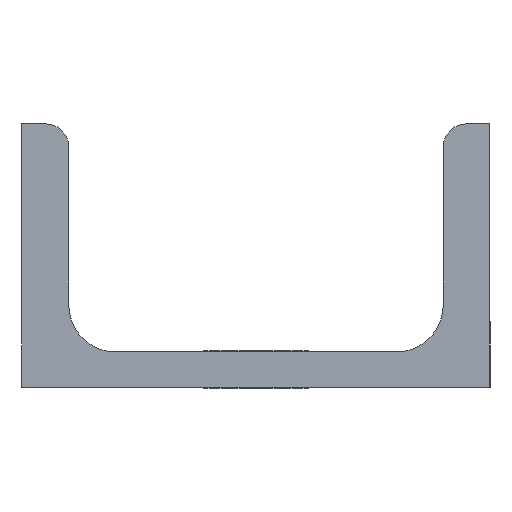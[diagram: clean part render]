
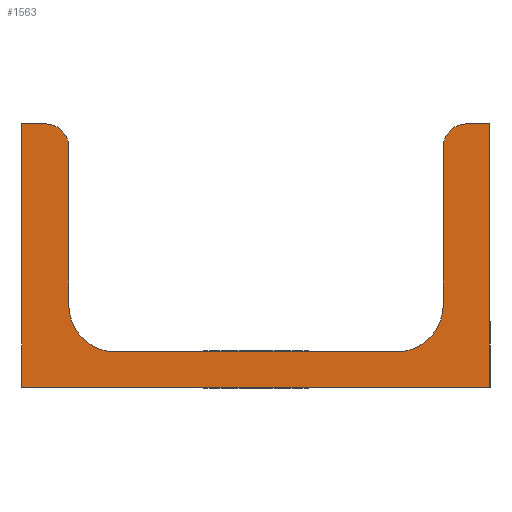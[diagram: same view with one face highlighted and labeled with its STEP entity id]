
A CAD part, left-side view. The second image highlights one B-rep face of the part: STEP entity #1563.
In plain terms, the highlighted planar face has unit normal (-1, 0, 0).
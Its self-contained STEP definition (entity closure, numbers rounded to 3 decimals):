
#187=PLANE('',#1641);
#255=FACE_OUTER_BOUND('',#323,.T.);
#323=EDGE_LOOP('',(#1318,#1319,#1320,#1321,#1322,#1323,#1324,#1325,#1326,
#1327,#1328,#1329));
#380=LINE('',#2322,#516);
#384=LINE('',#2334,#520);
#387=LINE('',#2340,#523);
#390=LINE('',#2346,#526);
#393=LINE('',#2352,#529);
#397=LINE('',#2364,#533);
#401=LINE('',#2376,#537);
#404=LINE('',#2381,#540);
#516=VECTOR('',#1816,1.);
#520=VECTOR('',#1828,1.);
#523=VECTOR('',#1833,1.);
#526=VECTOR('',#1838,1.);
#529=VECTOR('',#1843,1.);
#533=VECTOR('',#1855,1.);
#537=VECTOR('',#1867,1.);
#540=VECTOR('',#1872,1.);
#650=CIRCLE('',#1621,8.);
#652=CIRCLE('',#1625,4.);
#654=CIRCLE('',#1632,8.);
#656=CIRCLE('',#1636,4.);
#766=VERTEX_POINT('',#2312);
#767=VERTEX_POINT('',#2313);
#770=VERTEX_POINT('',#2321);
#772=VERTEX_POINT('',#2327);
#774=VERTEX_POINT('',#2333);
#776=VERTEX_POINT('',#2339);
#778=VERTEX_POINT('',#2345);
#780=VERTEX_POINT('',#2351);
#782=VERTEX_POINT('',#2357);
#784=VERTEX_POINT('',#2363);
#786=VERTEX_POINT('',#2369);
#788=VERTEX_POINT('',#2375);
#1006=EDGE_CURVE('',#766,#767,#650,.T.);
#1010=EDGE_CURVE('',#770,#766,#380,.T.);
#1013=EDGE_CURVE('',#772,#770,#652,.T.);
#1016=EDGE_CURVE('',#774,#772,#384,.T.);
#1019=EDGE_CURVE('',#776,#774,#387,.T.);
#1022=EDGE_CURVE('',#776,#778,#390,.T.);
#1025=EDGE_CURVE('',#780,#767,#393,.T.);
#1028=EDGE_CURVE('',#782,#780,#654,.T.);
#1031=EDGE_CURVE('',#784,#782,#397,.T.);
#1034=EDGE_CURVE('',#786,#784,#656,.T.);
#1037=EDGE_CURVE('',#788,#786,#401,.T.);
#1040=EDGE_CURVE('',#778,#788,#404,.T.);
#1318=ORIENTED_EDGE('',*,*,#1040,.T.);
#1319=ORIENTED_EDGE('',*,*,#1037,.T.);
#1320=ORIENTED_EDGE('',*,*,#1034,.T.);
#1321=ORIENTED_EDGE('',*,*,#1031,.T.);
#1322=ORIENTED_EDGE('',*,*,#1028,.T.);
#1323=ORIENTED_EDGE('',*,*,#1025,.T.);
#1324=ORIENTED_EDGE('',*,*,#1006,.F.);
#1325=ORIENTED_EDGE('',*,*,#1010,.F.);
#1326=ORIENTED_EDGE('',*,*,#1013,.F.);
#1327=ORIENTED_EDGE('',*,*,#1016,.F.);
#1328=ORIENTED_EDGE('',*,*,#1019,.F.);
#1329=ORIENTED_EDGE('',*,*,#1022,.T.);
#1563=ADVANCED_FACE('',(#255),#187,.T.);
#1621=AXIS2_PLACEMENT_3D('',#2314,#1808,#1809);
#1625=AXIS2_PLACEMENT_3D('',#2328,#1821,#1822);
#1632=AXIS2_PLACEMENT_3D('',#2358,#1848,#1849);
#1636=AXIS2_PLACEMENT_3D('',#2370,#1860,#1861);
#1641=AXIS2_PLACEMENT_3D('',#2384,#1876,#1877);
#1808=DIRECTION('center_axis',(-1.,0.,0.));
#1809=DIRECTION('ref_axis',(0.,1.,0.));
#1816=DIRECTION('',(0.,0.,-1.));
#1821=DIRECTION('center_axis',(1.,0.,0.));
#1822=DIRECTION('ref_axis',(0.,0.,1.));
#1828=DIRECTION('',(0.,-1.,0.));
#1833=DIRECTION('',(0.,0.,1.));
#1838=DIRECTION('',(0.,-1.,0.));
#1843=DIRECTION('',(0.,1.,0.));
#1848=DIRECTION('center_axis',(1.,0.,0.));
#1849=DIRECTION('ref_axis',(0.,-1.,0.));
#1855=DIRECTION('',(0.,0.,-1.));
#1860=DIRECTION('center_axis',(-1.,0.,0.));
#1861=DIRECTION('ref_axis',(0.,0.,1.));
#1867=DIRECTION('',(0.,1.,0.));
#1872=DIRECTION('',(0.,0.,1.));
#1876=DIRECTION('center_axis',(-1.,0.,0.));
#1877=DIRECTION('ref_axis',(0.,0.,-1.));
#2312=CARTESIAN_POINT('',(0.,72.091,14.012));
#2313=CARTESIAN_POINT('',(0.,64.091,6.012));
#2314=CARTESIAN_POINT('Origin',(0.,64.091,14.012));
#2321=CARTESIAN_POINT('',(0.,72.091,41.012));
#2322=CARTESIAN_POINT('',(0.,72.091,41.012));
#2327=CARTESIAN_POINT('',(0.,76.091,45.012));
#2328=CARTESIAN_POINT('Origin',(0.,76.091,41.012));
#2333=CARTESIAN_POINT('',(0.,80.091,45.012));
#2334=CARTESIAN_POINT('',(0.,80.091,45.012));
#2339=CARTESIAN_POINT('',(0.,80.091,0.012));
#2340=CARTESIAN_POINT('',(0.,80.091,0.012));
#2345=CARTESIAN_POINT('',(0.,0.091,0.012));
#2346=CARTESIAN_POINT('',(0.,40.091,0.012));
#2351=CARTESIAN_POINT('',(0.,16.091,6.012));
#2352=CARTESIAN_POINT('',(0.,16.091,6.012));
#2357=CARTESIAN_POINT('',(0.,8.091,14.012));
#2358=CARTESIAN_POINT('Origin',(0.,16.091,14.012));
#2363=CARTESIAN_POINT('',(0.,8.091,41.012));
#2364=CARTESIAN_POINT('',(0.,8.091,41.012));
#2369=CARTESIAN_POINT('',(0.,4.091,45.012));
#2370=CARTESIAN_POINT('Origin',(0.,4.091,41.012));
#2375=CARTESIAN_POINT('',(0.,0.091,45.012));
#2376=CARTESIAN_POINT('',(0.,0.091,45.012));
#2381=CARTESIAN_POINT('',(0.,0.091,0.012));
#2384=CARTESIAN_POINT('Origin',(0.,13.015,14.913));
